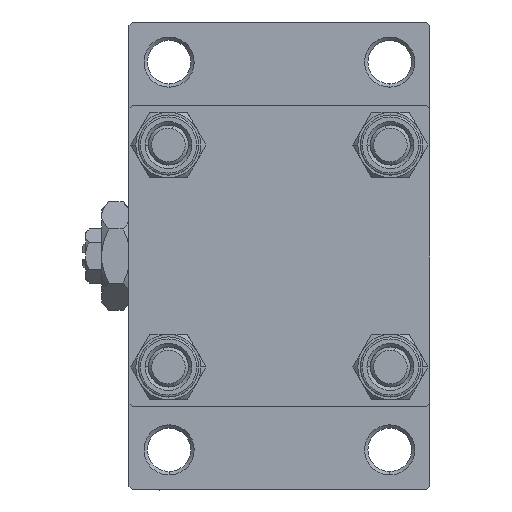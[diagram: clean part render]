
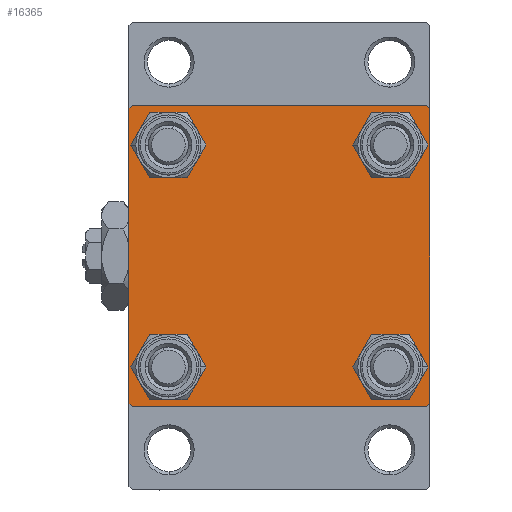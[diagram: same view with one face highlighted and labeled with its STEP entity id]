
A CAD part, left-side view. The second image highlights one B-rep face of the part: STEP entity #16365.
In plain terms, the highlighted planar face has unit normal (-1, 0, 0).
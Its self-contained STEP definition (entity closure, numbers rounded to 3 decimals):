
#322 = CARTESIAN_POINT ( 'NONE',  ( 0., 22.25, -22.25 ) ) ;
#450 = EDGE_LOOP ( 'NONE', ( #13524, #3064 ) ) ;
#452 = DIRECTION ( 'NONE',  ( 0., 0., 1. ) ) ;
#539 = CARTESIAN_POINT ( 'NONE',  ( 0., 22.5, -22.5 ) ) ;
#597 = LINE ( 'NONE', #8298, #48135 ) ;
#1089 = DIRECTION ( 'NONE',  ( 0., -0.707, 0.707 ) ) ;
#1680 = ORIENTED_EDGE ( 'NONE', *, *, #12454, .T. ) ;
#1706 = CARTESIAN_POINT ( 'NONE',  ( 0., 22.5, 22.5 ) ) ;
#1742 = DIRECTION ( 'NONE',  ( 0., 0., 1. ) ) ;
#1985 = CARTESIAN_POINT ( 'NONE',  ( 0., -16.6, -16.6 ) ) ;
#2250 = ORIENTED_EDGE ( 'NONE', *, *, #16373, .T. ) ;
#2561 = CARTESIAN_POINT ( 'NONE',  ( 0., -22., -22.5 ) ) ;
#2975 = EDGE_LOOP ( 'NONE', ( #16915, #34404 ) ) ;
#3064 = ORIENTED_EDGE ( 'NONE', *, *, #36580, .T. ) ;
#3472 = CARTESIAN_POINT ( 'NONE',  ( 0., -16.6, 13.1 ) ) ;
#3591 = DIRECTION ( 'NONE',  ( 1., 0., 0. ) ) ;
#3872 = LINE ( 'NONE', #4599, #45511 ) ;
#4110 = DIRECTION ( 'NONE',  ( 0., 0., -1. ) ) ;
#4231 = CIRCLE ( 'NONE', #11364, 3.5 ) ;
#4599 = CARTESIAN_POINT ( 'NONE',  ( 0., -22.5, 22.5 ) ) ;
#4812 = EDGE_CURVE ( 'NONE', #45131, #35347, #28475, .T. ) ;
#5180 = DIRECTION ( 'NONE',  ( 0., 0., 1. ) ) ;
#5522 = AXIS2_PLACEMENT_3D ( 'NONE', #1985, #43978, #1742 ) ;
#5647 = ORIENTED_EDGE ( 'NONE', *, *, #11783, .T. ) ;
#6416 = EDGE_CURVE ( 'NONE', #10747, #15613, #17146, .T. ) ;
#6770 = CARTESIAN_POINT ( 'NONE',  ( 0., 16.6, 16.6 ) ) ;
#6927 = CARTESIAN_POINT ( 'NONE',  ( 0., 22., -22.5 ) ) ;
#7908 = CARTESIAN_POINT ( 'NONE',  ( 0., 22.5, -22. ) ) ;
#7913 = DIRECTION ( 'NONE',  ( 0., 0., 1. ) ) ;
#7919 = ORIENTED_EDGE ( 'NONE', *, *, #20155, .T. ) ;
#8001 = DIRECTION ( 'NONE',  ( 0., -1., 0. ) ) ;
#8298 = CARTESIAN_POINT ( 'NONE',  ( 0., -22.25, -22.25 ) ) ;
#8796 = CIRCLE ( 'NONE', #27818, 3.5 ) ;
#8878 = CARTESIAN_POINT ( 'NONE',  ( 0., 22.25, 22.25 ) ) ;
#9246 = VECTOR ( 'NONE', #8001, 1000. ) ;
#10186 = DIRECTION ( 'NONE',  ( 0., 0.707, 0.707 ) ) ;
#10747 = VERTEX_POINT ( 'NONE', #14672 ) ;
#11364 = AXIS2_PLACEMENT_3D ( 'NONE', #6770, #17937, #30117 ) ;
#11555 = VERTEX_POINT ( 'NONE', #16743 ) ;
#11726 = VECTOR ( 'NONE', #10186, 1000. ) ;
#11783 = EDGE_CURVE ( 'NONE', #21831, #42726, #34589, .T. ) ;
#12327 = CARTESIAN_POINT ( 'NONE',  ( 0., 22.5, 22.5 ) ) ;
#12378 = FACE_BOUND ( 'NONE', #22172, .T. ) ;
#12454 = EDGE_CURVE ( 'NONE', #35347, #45131, #16782, .T. ) ;
#12600 = LINE ( 'NONE', #8878, #39982 ) ;
#12621 = PLANE ( 'NONE',  #39031 ) ;
#13112 = FACE_BOUND ( 'NONE', #2975, .T. ) ;
#13524 = ORIENTED_EDGE ( 'NONE', *, *, #6416, .T. ) ;
#13926 = CARTESIAN_POINT ( 'NONE',  ( 0., 22.5, 22. ) ) ;
#13943 = EDGE_CURVE ( 'NONE', #31640, #30738, #27006, .T. ) ;
#14672 = CARTESIAN_POINT ( 'NONE',  ( 0., 16.6, -13.1 ) ) ;
#15060 = ORIENTED_EDGE ( 'NONE', *, *, #19905, .T. ) ;
#15459 = DIRECTION ( 'NONE',  ( 0., -0.707, -0.707 ) ) ;
#15594 = CARTESIAN_POINT ( 'NONE',  ( 0., -16.6, 16.6 ) ) ;
#15613 = VERTEX_POINT ( 'NONE', #46411 ) ;
#15798 = CARTESIAN_POINT ( 'NONE',  ( 0., -16.6, -13.1 ) ) ;
#16298 = CARTESIAN_POINT ( 'NONE',  ( 0., -16.6, 20.1 ) ) ;
#16324 = DIRECTION ( 'NONE',  ( 0., 0.707, -0.707 ) ) ;
#16365 = ADVANCED_FACE ( 'NONE', ( #46666, #13112, #28273, #12378, #38981 ), #12621, .T. ) ;
#16373 = EDGE_CURVE ( 'NONE', #31340, #21831, #24305, .T. ) ;
#16743 = CARTESIAN_POINT ( 'NONE',  ( 0., -22.5, 22. ) ) ;
#16782 = CIRCLE ( 'NONE', #42191, 3.5 ) ;
#16844 = DIRECTION ( 'NONE',  ( 0., 0., -1. ) ) ;
#16915 = ORIENTED_EDGE ( 'NONE', *, *, #45007, .T. ) ;
#17068 = CARTESIAN_POINT ( 'NONE',  ( 0., -16.6, -16.6 ) ) ;
#17146 = CIRCLE ( 'NONE', #29865, 3.5 ) ;
#17937 = DIRECTION ( 'NONE',  ( 1., 0., 0. ) ) ;
#18451 = ORIENTED_EDGE ( 'NONE', *, *, #37347, .T. ) ;
#18605 = CARTESIAN_POINT ( 'NONE',  ( 0., 16.6, -16.6 ) ) ;
#18725 = DIRECTION ( 'NONE',  ( 0., 0., 1. ) ) ;
#19163 = VECTOR ( 'NONE', #15459, 1000. ) ;
#19177 = CARTESIAN_POINT ( 'NONE',  ( 0., -22.5, -22. ) ) ;
#19905 = EDGE_CURVE ( 'NONE', #39205, #39543, #27204, .T. ) ;
#20035 = DIRECTION ( 'NONE',  ( 0., -1., 0. ) ) ;
#20112 = ORIENTED_EDGE ( 'NONE', *, *, #28741, .T. ) ;
#20155 = EDGE_CURVE ( 'NONE', #39543, #39205, #4231, .T. ) ;
#21147 = EDGE_CURVE ( 'NONE', #11555, #28827, #3872, .T. ) ;
#21831 = VERTEX_POINT ( 'NONE', #7908 ) ;
#21901 = EDGE_CURVE ( 'NONE', #31640, #31340, #12600, .T. ) ;
#22172 = EDGE_LOOP ( 'NONE', ( #7919, #15060 ) ) ;
#23331 = DIRECTION ( 'NONE',  ( 0., 0., 1. ) ) ;
#23698 = AXIS2_PLACEMENT_3D ( 'NONE', #15594, #34481, #452 ) ;
#24305 = LINE ( 'NONE', #1706, #25561 ) ;
#24942 = ORIENTED_EDGE ( 'NONE', *, *, #21147, .F. ) ;
#25405 = CARTESIAN_POINT ( 'NONE',  ( 0., -16.6, -20.1 ) ) ;
#25561 = VECTOR ( 'NONE', #16844, 1000. ) ;
#26187 = DIRECTION ( 'NONE',  ( 1., 0., 0. ) ) ;
#26770 = AXIS2_PLACEMENT_3D ( 'NONE', #18605, #34485, #7913 ) ;
#27006 = LINE ( 'NONE', #12327, #40675 ) ;
#27204 = CIRCLE ( 'NONE', #34372, 3.5 ) ;
#27655 = CARTESIAN_POINT ( 'NONE',  ( 0., 16.6, 20.1 ) ) ;
#27818 = AXIS2_PLACEMENT_3D ( 'NONE', #17068, #39213, #32224 ) ;
#28273 = FACE_BOUND ( 'NONE', #450, .T. ) ;
#28475 = CIRCLE ( 'NONE', #23698, 3.5 ) ;
#28505 = EDGE_CURVE ( 'NONE', #32697, #28827, #597, .T. ) ;
#28741 = EDGE_CURVE ( 'NONE', #42726, #32697, #38074, .T. ) ;
#28827 = VERTEX_POINT ( 'NONE', #19177 ) ;
#29173 = DIRECTION ( 'NONE',  ( 0., 0., 1. ) ) ;
#29336 = CIRCLE ( 'NONE', #5522, 3.5 ) ;
#29865 = AXIS2_PLACEMENT_3D ( 'NONE', #46416, #45693, #23331 ) ;
#30117 = DIRECTION ( 'NONE',  ( 0., 0., 1. ) ) ;
#30738 = VERTEX_POINT ( 'NONE', #36422 ) ;
#31340 = VERTEX_POINT ( 'NONE', #13926 ) ;
#31640 = VERTEX_POINT ( 'NONE', #48165 ) ;
#31809 = LINE ( 'NONE', #48445, #11726 ) ;
#32224 = DIRECTION ( 'NONE',  ( 0., 0., 1. ) ) ;
#32330 = ORIENTED_EDGE ( 'NONE', *, *, #21901, .T. ) ;
#32592 = VERTEX_POINT ( 'NONE', #25405 ) ;
#32697 = VERTEX_POINT ( 'NONE', #2561 ) ;
#33949 = CARTESIAN_POINT ( 'NONE',  ( 0., 16.6, 13.1 ) ) ;
#34372 = AXIS2_PLACEMENT_3D ( 'NONE', #37390, #3591, #18725 ) ;
#34404 = ORIENTED_EDGE ( 'NONE', *, *, #48527, .T. ) ;
#34481 = DIRECTION ( 'NONE',  ( 1., 0., 0. ) ) ;
#34485 = DIRECTION ( 'NONE',  ( 1., 0., 0. ) ) ;
#34589 = LINE ( 'NONE', #322, #19163 ) ;
#35347 = VERTEX_POINT ( 'NONE', #16298 ) ;
#36422 = CARTESIAN_POINT ( 'NONE',  ( 0., -22., 22.5 ) ) ;
#36580 = EDGE_CURVE ( 'NONE', #15613, #10747, #46580, .T. ) ;
#37347 = EDGE_CURVE ( 'NONE', #11555, #30738, #31809, .T. ) ;
#37390 = CARTESIAN_POINT ( 'NONE',  ( 0., 16.6, 16.6 ) ) ;
#37588 = ORIENTED_EDGE ( 'NONE', *, *, #13943, .F. ) ;
#37616 = CARTESIAN_POINT ( 'NONE',  ( 0., -16.6, 16.6 ) ) ;
#37697 = VERTEX_POINT ( 'NONE', #15798 ) ;
#38074 = LINE ( 'NONE', #539, #9246 ) ;
#38629 = EDGE_LOOP ( 'NONE', ( #1680, #46463 ) ) ;
#38734 = CARTESIAN_POINT ( 'NONE',  ( 0., 0., 0. ) ) ;
#38981 = FACE_OUTER_BOUND ( 'NONE', #46169, .T. ) ;
#39031 = AXIS2_PLACEMENT_3D ( 'NONE', #38734, #42959, #5180 ) ;
#39205 = VERTEX_POINT ( 'NONE', #33949 ) ;
#39213 = DIRECTION ( 'NONE',  ( 1., 0., 0. ) ) ;
#39543 = VERTEX_POINT ( 'NONE', #27655 ) ;
#39982 = VECTOR ( 'NONE', #16324, 1000. ) ;
#40675 = VECTOR ( 'NONE', #20035, 1000. ) ;
#42191 = AXIS2_PLACEMENT_3D ( 'NONE', #37616, #26187, #29173 ) ;
#42726 = VERTEX_POINT ( 'NONE', #6927 ) ;
#42959 = DIRECTION ( 'NONE',  ( -1., 0., 0. ) ) ;
#43978 = DIRECTION ( 'NONE',  ( 1., 0., 0. ) ) ;
#44014 = ORIENTED_EDGE ( 'NONE', *, *, #28505, .T. ) ;
#45007 = EDGE_CURVE ( 'NONE', #37697, #32592, #29336, .T. ) ;
#45131 = VERTEX_POINT ( 'NONE', #3472 ) ;
#45511 = VECTOR ( 'NONE', #4110, 1000. ) ;
#45693 = DIRECTION ( 'NONE',  ( 1., 0., 0. ) ) ;
#46169 = EDGE_LOOP ( 'NONE', ( #2250, #5647, #20112, #44014, #24942, #18451, #37588, #32330 ) ) ;
#46411 = CARTESIAN_POINT ( 'NONE',  ( 0., 16.6, -20.1 ) ) ;
#46416 = CARTESIAN_POINT ( 'NONE',  ( 0., 16.6, -16.6 ) ) ;
#46463 = ORIENTED_EDGE ( 'NONE', *, *, #4812, .T. ) ;
#46580 = CIRCLE ( 'NONE', #26770, 3.5 ) ;
#46666 = FACE_BOUND ( 'NONE', #38629, .T. ) ;
#48135 = VECTOR ( 'NONE', #1089, 1000. ) ;
#48165 = CARTESIAN_POINT ( 'NONE',  ( 0., 22., 22.5 ) ) ;
#48445 = CARTESIAN_POINT ( 'NONE',  ( 0., -22.25, 22.25 ) ) ;
#48527 = EDGE_CURVE ( 'NONE', #32592, #37697, #8796, .T. ) ;
